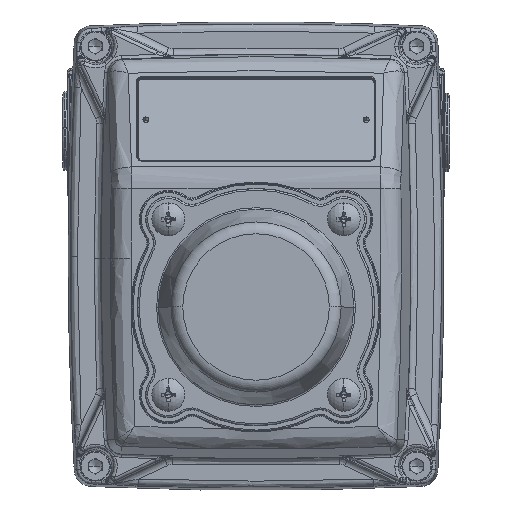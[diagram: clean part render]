
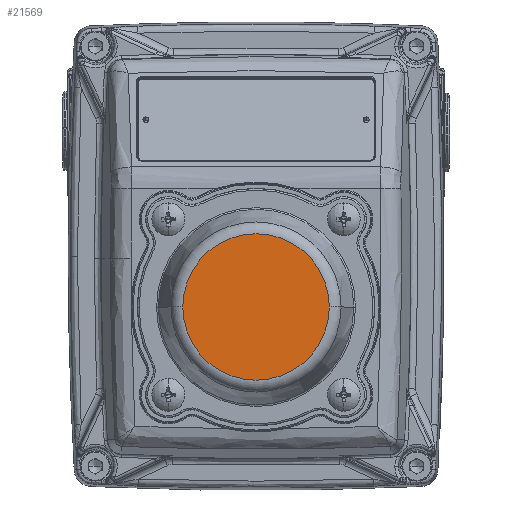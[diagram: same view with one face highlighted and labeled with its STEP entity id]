
A CAD part, top view. The second image highlights one B-rep face of the part: STEP entity #21569.
In plain terms, the highlighted planar face has unit normal (0, 0, 1).
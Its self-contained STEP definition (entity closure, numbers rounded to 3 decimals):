
#976 = ORIENTED_EDGE ( 'NONE', *, *, #43108, .T. ) ;
#4949 = CARTESIAN_POINT ( 'NONE',  ( 0., 0., 20. ) ) ;
#6258 = CARTESIAN_POINT ( 'NONE',  ( 20.955, 0., 20. ) ) ;
#6681 = CIRCLE ( 'NONE', #72137, 20.955 ) ;
#10108 = CARTESIAN_POINT ( 'NONE',  ( 0., 0., 20. ) ) ;
#10624 = PLANE ( 'NONE',  #29684 ) ;
#10864 = CIRCLE ( 'NONE', #16413, 20.955 ) ;
#11720 = CARTESIAN_POINT ( 'NONE',  ( -20.955, 0., 20. ) ) ;
#16413 = AXIS2_PLACEMENT_3D ( 'NONE', #31504, #43222, #60283 ) ;
#20857 = ORIENTED_EDGE ( 'NONE', *, *, #36234, .T. ) ;
#21569 = ADVANCED_FACE ( 'NONE', ( #32683 ), #10624, .T. ) ;
#26285 = EDGE_LOOP ( 'NONE', ( #976, #20857 ) ) ;
#27920 = DIRECTION ( 'NONE',  ( 1., 0., 0. ) ) ;
#29684 = AXIS2_PLACEMENT_3D ( 'NONE', #4949, #45302, #27920 ) ;
#31504 = CARTESIAN_POINT ( 'NONE',  ( 0., 0., 20. ) ) ;
#32683 = FACE_OUTER_BOUND ( 'NONE', #26285, .T. ) ;
#33906 = DIRECTION ( 'NONE',  ( 1., 0., 0. ) ) ;
#36234 = EDGE_CURVE ( 'NONE', #69766, #61829, #6681, .T. ) ;
#43108 = EDGE_CURVE ( 'NONE', #61829, #69766, #10864, .T. ) ;
#43222 = DIRECTION ( 'NONE',  ( 0., 0., 1. ) ) ;
#45302 = DIRECTION ( 'NONE',  ( 0., 0., 1. ) ) ;
#57204 = DIRECTION ( 'NONE',  ( 0., 0., 1. ) ) ;
#60283 = DIRECTION ( 'NONE',  ( 1., 0., 0. ) ) ;
#61829 = VERTEX_POINT ( 'NONE', #6258 ) ;
#69766 = VERTEX_POINT ( 'NONE', #11720 ) ;
#72137 = AXIS2_PLACEMENT_3D ( 'NONE', #10108, #57204, #33906 ) ;
